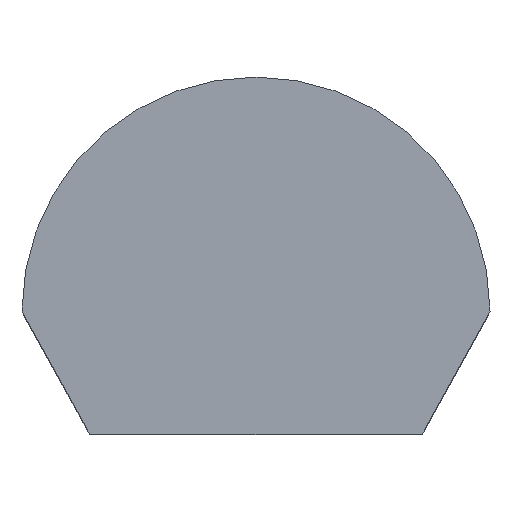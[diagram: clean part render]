
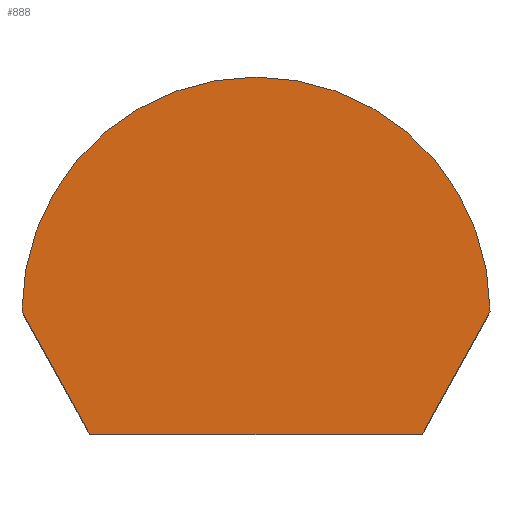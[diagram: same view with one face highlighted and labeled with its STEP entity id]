
A CAD part, top view. The second image highlights one B-rep face of the part: STEP entity #888.
In plain terms, the highlighted planar face has unit normal (0, 0, 1).
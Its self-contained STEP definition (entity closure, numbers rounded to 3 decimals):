
#13=CIRCLE('',#951,2.413);
#69=FACE_OUTER_BOUND('',#117,.T.);
#117=EDGE_LOOP('',(#784,#785,#786,#787));
#233=LINE('',#1418,#351);
#235=LINE('',#1422,#353);
#236=LINE('',#1423,#354);
#351=VECTOR('',#1167,1000.);
#353=VECTOR('',#1171,1000.);
#354=VECTOR('',#1172,1000.);
#428=VERTEX_POINT('',#1402);
#429=VERTEX_POINT('',#1403);
#434=VERTEX_POINT('',#1417);
#435=VERTEX_POINT('',#1421);
#544=EDGE_CURVE('',#428,#429,#13,.T.);
#551=EDGE_CURVE('',#434,#429,#233,.T.);
#553=EDGE_CURVE('',#428,#435,#235,.T.);
#554=EDGE_CURVE('',#435,#434,#236,.T.);
#784=ORIENTED_EDGE('',*,*,#553,.T.);
#785=ORIENTED_EDGE('',*,*,#554,.T.);
#786=ORIENTED_EDGE('',*,*,#551,.T.);
#787=ORIENTED_EDGE('',*,*,#544,.F.);
#840=PLANE('',#955);
#888=ADVANCED_FACE('',(#69),#840,.T.);
#951=AXIS2_PLACEMENT_3D('',#1404,#1154,#1155);
#955=AXIS2_PLACEMENT_3D('',#1420,#1169,#1170);
#1154=DIRECTION('center_axis',(0.,0.,-1.));
#1155=DIRECTION('ref_axis',(0.,1.,0.));
#1167=DIRECTION('',(0.482,0.876,0.));
#1169=DIRECTION('center_axis',(0.,0.,1.));
#1170=DIRECTION('ref_axis',(0.,-1.,0.));
#1171=DIRECTION('',(0.482,-0.876,0.));
#1172=DIRECTION('',(1.,0.,0.));
#1402=CARTESIAN_POINT('',(-2.413,-0.733,7.84));
#1403=CARTESIAN_POINT('',(2.413,-0.733,7.84));
#1404=CARTESIAN_POINT('Origin',(0.,-0.733,
7.84));
#1417=CARTESIAN_POINT('',(1.715,-2.,7.84));
#1418=CARTESIAN_POINT('',(1.715,-2.,7.84));
#1420=CARTESIAN_POINT('Origin',(0.,-0.733,
7.84));
#1421=CARTESIAN_POINT('',(-1.715,-2.,7.84));
#1422=CARTESIAN_POINT('',(-2.413,-0.733,7.84));
#1423=CARTESIAN_POINT('',(0.,-2.,7.84));
